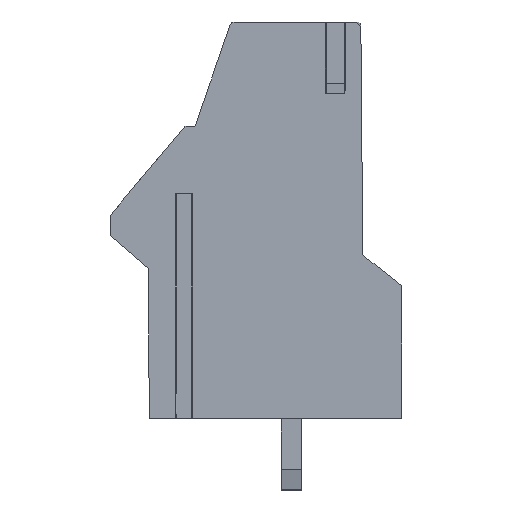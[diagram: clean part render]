
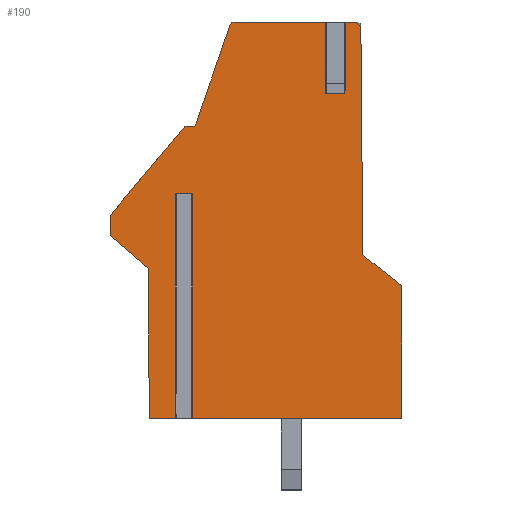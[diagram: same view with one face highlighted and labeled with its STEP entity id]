
A CAD part, front view. The second image highlights one B-rep face of the part: STEP entity #190.
In plain terms, the highlighted free-form (B-spline) face has degree [1, 1] with [2, 2] control points.
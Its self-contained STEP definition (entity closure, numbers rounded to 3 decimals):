
#20=CARTESIAN_POINT('',(-113.904,-89.326,-113.904));
#21=CARTESIAN_POINT('',(-113.904,-89.326,113.904));
#22=CARTESIAN_POINT('',(113.904,-89.326,-113.904));
#23=CARTESIAN_POINT('',(113.904,-89.326,113.904));
#24=B_SPLINE_SURFACE_WITH_KNOTS('',1,1,((#20,#21),(#22,#23)),.PLANE_SURF.,.F.,.F.,.U.,(2,2),(2,2),(0.,1.),(0.,1.),.UNSPECIFIED.);
#25=CARTESIAN_POINT('',(86.224,-89.326,11.));
#26=VERTEX_POINT('',#25);
#27=CARTESIAN_POINT('',(85.391,-89.326,11.));
#28=VERTEX_POINT('',#27);
#29=CARTESIAN_POINT('',(86.224,-89.326,11.));
#30=CARTESIAN_POINT('',(85.391,-89.326,11.));
#31=B_SPLINE_CURVE_WITH_KNOTS('',1,(#29,#30),.POLYLINE_FORM.,.F.,.U.,(2,2),(0.,1.),.UNSPECIFIED.);
#32=EDGE_CURVE('',#26,#28,#31,.T.);
#33=ORIENTED_EDGE('',*,*,#32,.F.);
#34=CARTESIAN_POINT('',(86.224,-89.326,0.));
#35=VERTEX_POINT('',#34);
#36=CARTESIAN_POINT('',(86.224,-89.326,11.));
#37=CARTESIAN_POINT('',(86.224,-89.326,0.));
#38=B_SPLINE_CURVE_WITH_KNOTS('',1,(#36,#37),.POLYLINE_FORM.,.F.,.U.,(2,2),(0.,1.),.UNSPECIFIED.);
#39=EDGE_CURVE('',#26,#35,#38,.T.);
#40=ORIENTED_EDGE('',*,*,#39,.T.);
#41=CARTESIAN_POINT('',(96.433,-89.326,0.));
#42=VERTEX_POINT('',#41);
#43=CARTESIAN_POINT('',(96.433,-89.326,0.));
#44=CARTESIAN_POINT('',(86.224,-89.326,0.));
#45=B_SPLINE_CURVE_WITH_KNOTS('',1,(#43,#44),.POLYLINE_FORM.,.F.,.U.,(2,2),(0.,1.),.UNSPECIFIED.);
#46=EDGE_CURVE('',#42,#35,#45,.T.);
#47=ORIENTED_EDGE('',*,*,#46,.F.);
#48=CARTESIAN_POINT('',(96.433,-89.326,6.5));
#49=VERTEX_POINT('',#48);
#50=CARTESIAN_POINT('',(96.433,-89.326,6.5));
#51=CARTESIAN_POINT('',(96.433,-89.326,0.));
#52=B_SPLINE_CURVE_WITH_KNOTS('',1,(#50,#51),.POLYLINE_FORM.,.F.,.U.,(2,2),(0.,1.),.UNSPECIFIED.);
#53=EDGE_CURVE('',#49,#42,#52,.T.);
#54=ORIENTED_EDGE('',*,*,#53,.F.);
#55=CARTESIAN_POINT('',(94.533,-89.326,8.));
#56=VERTEX_POINT('',#55);
#57=CARTESIAN_POINT('',(94.533,-89.326,8.));
#58=CARTESIAN_POINT('',(96.433,-89.326,6.5));
#59=B_SPLINE_CURVE_WITH_KNOTS('',1,(#57,#58),.POLYLINE_FORM.,.F.,.U.,(2,2),(0.,1.),.UNSPECIFIED.);
#60=EDGE_CURVE('',#56,#49,#59,.T.);
#61=ORIENTED_EDGE('',*,*,#60,.F.);
#62=CARTESIAN_POINT('',(94.438,-89.326,19.202));
#63=VERTEX_POINT('',#62);
#64=CARTESIAN_POINT('',(94.438,-89.326,19.202));
#65=CARTESIAN_POINT('',(94.533,-89.326,8.));
#66=B_SPLINE_CURVE_WITH_KNOTS('',1,(#64,#65),.POLYLINE_FORM.,.F.,.U.,(2,2),(0.,1.),.UNSPECIFIED.);
#67=EDGE_CURVE('',#63,#56,#66,.T.);
#68=ORIENTED_EDGE('',*,*,#67,.F.);
#69=CARTESIAN_POINT('',(94.238,-89.326,19.4));
#70=VERTEX_POINT('',#69);
#71=CARTESIAN_POINT('',(94.238,-89.326,19.4));
#72=CARTESIAN_POINT('',(94.437,-89.326,19.4));
#73=CARTESIAN_POINT('',(94.438,-89.326,19.202));
#74=(BOUNDED_CURVE()B_SPLINE_CURVE(2,(#71,#72,#73),.CIRCULAR_ARC.,.F.,.U.)B_SPLINE_CURVE_WITH_KNOTS((3,3),(0.,1.),.UNSPECIFIED.)CURVE()GEOMETRIC_REPRESENTATION_ITEM()RATIONAL_B_SPLINE_CURVE((1.,0.71,1.))REPRESENTATION_ITEM(''));
#75=EDGE_CURVE('',#70,#63,#74,.T.);
#76=ORIENTED_EDGE('',*,*,#75,.F.);
#77=CARTESIAN_POINT('',(93.538,-89.326,19.4));
#78=VERTEX_POINT('',#77);
#79=CARTESIAN_POINT('',(93.538,-89.326,19.4));
#80=CARTESIAN_POINT('',(94.238,-89.326,19.4));
#81=B_SPLINE_CURVE_WITH_KNOTS('',1,(#79,#80),.POLYLINE_FORM.,.F.,.U.,(2,2),(0.,1.),.UNSPECIFIED.);
#82=EDGE_CURVE('',#78,#70,#81,.T.);
#83=ORIENTED_EDGE('',*,*,#82,.F.);
#84=CARTESIAN_POINT('',(93.538,-89.326,16.4));
#85=VERTEX_POINT('',#84);
#86=CARTESIAN_POINT('',(93.538,-89.326,19.4));
#87=CARTESIAN_POINT('',(93.538,-89.326,16.4));
#88=B_SPLINE_CURVE_WITH_KNOTS('',1,(#86,#87),.POLYLINE_FORM.,.F.,.U.,(2,2),(0.,1.),.UNSPECIFIED.);
#89=EDGE_CURVE('',#78,#85,#88,.T.);
#90=ORIENTED_EDGE('',*,*,#89,.T.);
#91=CARTESIAN_POINT('',(93.507,-89.326,15.9));
#92=VERTEX_POINT('',#91);
#93=CARTESIAN_POINT('',(93.538,-89.326,16.4));
#94=CARTESIAN_POINT('',(93.507,-89.326,15.9));
#95=B_SPLINE_CURVE_WITH_KNOTS('',1,(#93,#94),.POLYLINE_FORM.,.F.,.U.,(2,2),(0.,1.),.UNSPECIFIED.);
#96=EDGE_CURVE('',#85,#92,#95,.T.);
#97=ORIENTED_EDGE('',*,*,#96,.T.);
#98=CARTESIAN_POINT('',(92.87,-89.326,15.9));
#99=VERTEX_POINT('',#98);
#100=CARTESIAN_POINT('',(93.507,-89.326,15.9));
#101=CARTESIAN_POINT('',(92.87,-89.326,15.9));
#102=B_SPLINE_CURVE_WITH_KNOTS('',1,(#100,#101),.POLYLINE_FORM.,.F.,.U.,(2,2),(0.,1.),.UNSPECIFIED.);
#103=EDGE_CURVE('',#92,#99,#102,.T.);
#104=ORIENTED_EDGE('',*,*,#103,.T.);
#105=CARTESIAN_POINT('',(92.838,-89.326,16.4));
#106=VERTEX_POINT('',#105);
#107=CARTESIAN_POINT('',(92.87,-89.326,15.9));
#108=CARTESIAN_POINT('',(92.838,-89.326,16.4));
#109=B_SPLINE_CURVE_WITH_KNOTS('',1,(#107,#108),.POLYLINE_FORM.,.F.,.U.,(2,2),(0.,1.),.UNSPECIFIED.);
#110=EDGE_CURVE('',#99,#106,#109,.T.);
#111=ORIENTED_EDGE('',*,*,#110,.T.);
#112=CARTESIAN_POINT('',(92.838,-89.326,19.4));
#113=VERTEX_POINT('',#112);
#114=CARTESIAN_POINT('',(92.838,-89.326,16.4));
#115=CARTESIAN_POINT('',(92.838,-89.326,19.4));
#116=B_SPLINE_CURVE_WITH_KNOTS('',1,(#114,#115),.POLYLINE_FORM.,.F.,.U.,(2,2),(0.,1.),.UNSPECIFIED.);
#117=EDGE_CURVE('',#106,#113,#116,.T.);
#118=ORIENTED_EDGE('',*,*,#117,.T.);
#119=CARTESIAN_POINT('',(88.236,-89.326,19.4));
#120=VERTEX_POINT('',#119);
#121=CARTESIAN_POINT('',(88.236,-89.326,19.4));
#122=CARTESIAN_POINT('',(92.838,-89.326,19.4));
#123=B_SPLINE_CURVE_WITH_KNOTS('',1,(#121,#122),.POLYLINE_FORM.,.F.,.U.,(2,2),(0.,1.),.UNSPECIFIED.);
#124=EDGE_CURVE('',#120,#113,#123,.T.);
#125=ORIENTED_EDGE('',*,*,#124,.F.);
#126=CARTESIAN_POINT('',(88.047,-89.326,19.266));
#127=VERTEX_POINT('',#126);
#128=CARTESIAN_POINT('',(88.236,-89.326,19.4));
#129=CARTESIAN_POINT('',(88.094,-89.326,19.4));
#130=CARTESIAN_POINT('',(88.047,-89.326,19.266));
#131=(BOUNDED_CURVE()B_SPLINE_CURVE(2,(#128,#129,#130),.CIRCULAR_ARC.,.F.,.U.)B_SPLINE_CURVE_WITH_KNOTS((3,3),(0.,1.),.UNSPECIFIED.)CURVE()GEOMETRIC_REPRESENTATION_ITEM()RATIONAL_B_SPLINE_CURVE((1.,0.815,1.))REPRESENTATION_ITEM(''));
#132=EDGE_CURVE('',#120,#127,#131,.T.);
#133=ORIENTED_EDGE('',*,*,#132,.T.);
#134=CARTESIAN_POINT('',(86.32,-89.326,14.3));
#135=VERTEX_POINT('',#134);
#136=CARTESIAN_POINT('',(88.047,-89.326,19.266));
#137=CARTESIAN_POINT('',(86.32,-89.326,14.3));
#138=B_SPLINE_CURVE_WITH_KNOTS('',1,(#136,#137),.POLYLINE_FORM.,.F.,.U.,(2,2),(0.,1.),.UNSPECIFIED.);
#139=EDGE_CURVE('',#127,#135,#138,.T.);
#140=ORIENTED_EDGE('',*,*,#139,.T.);
#141=CARTESIAN_POINT('',(85.833,-89.326,14.3));
#142=VERTEX_POINT('',#141);
#143=CARTESIAN_POINT('',(86.32,-89.326,14.3));
#144=CARTESIAN_POINT('',(85.833,-89.326,14.3));
#145=B_SPLINE_CURVE_WITH_KNOTS('',1,(#143,#144),.POLYLINE_FORM.,.F.,.U.,(2,2),(0.,1.),.UNSPECIFIED.);
#146=EDGE_CURVE('',#135,#142,#145,.T.);
#147=ORIENTED_EDGE('',*,*,#146,.T.);
#148=CARTESIAN_POINT('',(82.183,-89.326,9.95));
#149=VERTEX_POINT('',#148);
#150=CARTESIAN_POINT('',(85.833,-89.326,14.3));
#151=CARTESIAN_POINT('',(82.183,-89.326,9.95));
#152=B_SPLINE_CURVE_WITH_KNOTS('',1,(#150,#151),.POLYLINE_FORM.,.F.,.U.,(2,2),(0.,1.),.UNSPECIFIED.);
#153=EDGE_CURVE('',#142,#149,#152,.T.);
#154=ORIENTED_EDGE('',*,*,#153,.T.);
#155=CARTESIAN_POINT('',(82.183,-89.326,8.95));
#156=VERTEX_POINT('',#155);
#157=CARTESIAN_POINT('',(82.183,-89.326,9.95));
#158=CARTESIAN_POINT('',(82.183,-89.326,8.95));
#159=B_SPLINE_CURVE_WITH_KNOTS('',1,(#157,#158),.POLYLINE_FORM.,.F.,.U.,(2,2),(0.,1.),.UNSPECIFIED.);
#160=EDGE_CURVE('',#149,#156,#159,.T.);
#161=ORIENTED_EDGE('',*,*,#160,.T.);
#162=CARTESIAN_POINT('',(84.044,-89.326,7.332));
#163=VERTEX_POINT('',#162);
#164=CARTESIAN_POINT('',(82.183,-89.326,8.95));
#165=CARTESIAN_POINT('',(84.044,-89.326,7.332));
#166=B_SPLINE_CURVE_WITH_KNOTS('',1,(#164,#165),.POLYLINE_FORM.,.F.,.U.,(2,2),(0.,1.),.UNSPECIFIED.);
#167=EDGE_CURVE('',#156,#163,#166,.T.);
#168=ORIENTED_EDGE('',*,*,#167,.T.);
#169=CARTESIAN_POINT('',(84.083,-89.326,0.));
#170=VERTEX_POINT('',#169);
#171=CARTESIAN_POINT('',(84.044,-89.326,7.332));
#172=CARTESIAN_POINT('',(84.083,-89.326,0.));
#173=B_SPLINE_CURVE_WITH_KNOTS('',1,(#171,#172),.POLYLINE_FORM.,.F.,.U.,(2,2),(0.,1.),.UNSPECIFIED.);
#174=EDGE_CURVE('',#163,#170,#173,.T.);
#175=ORIENTED_EDGE('',*,*,#174,.T.);
#176=CARTESIAN_POINT('',(85.391,-89.326,0.));
#177=VERTEX_POINT('',#176);
#178=CARTESIAN_POINT('',(85.391,-89.326,0.));
#179=CARTESIAN_POINT('',(84.083,-89.326,0.));
#180=B_SPLINE_CURVE_WITH_KNOTS('',1,(#178,#179),.POLYLINE_FORM.,.F.,.U.,(2,2),(0.,1.),.UNSPECIFIED.);
#181=EDGE_CURVE('',#177,#170,#180,.T.);
#182=ORIENTED_EDGE('',*,*,#181,.F.);
#183=CARTESIAN_POINT('',(85.391,-89.326,11.));
#184=CARTESIAN_POINT('',(85.391,-89.326,0.));
#185=B_SPLINE_CURVE_WITH_KNOTS('',1,(#183,#184),.POLYLINE_FORM.,.F.,.U.,(2,2),(0.,1.),.UNSPECIFIED.);
#186=EDGE_CURVE('',#28,#177,#185,.T.);
#187=ORIENTED_EDGE('',*,*,#186,.F.);
#188=EDGE_LOOP('',(#33,#40,#47,#54,#61,#68,#76,#83,#90,#97,#104,#111,#118,#125,#133,#140,#147,#154,#161,#168,#175,#182,#187));
#189=FACE_OUTER_BOUND('',#188,.T.);
#190=ADVANCED_FACE('',(#189),#24,.T.);
